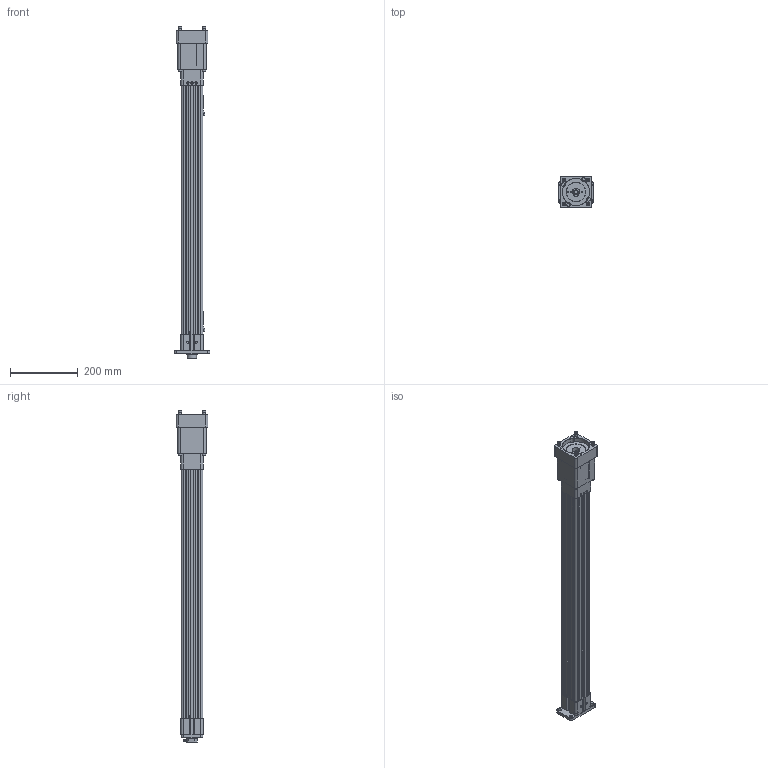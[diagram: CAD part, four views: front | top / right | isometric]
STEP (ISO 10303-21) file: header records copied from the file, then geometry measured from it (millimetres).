
FILE_DESCRIPTION (( 'STEP AP203' ), '1' );
FILE_NAME ('RS-485304-1.step', '2025-04-02T18:57:40', ( '' ), ( '' ), 'SwSTEP 2.0', 'SolidWorks 2024', '' );
FILE_SCHEMA (( 'CONFIG_CONTROL_DESIGN' ));
Length unit declared in the file: inch
Products named in the file (5): Base_RS-485304-1; 11329022_RS-485304-1; tempJoin0_11329334_RS-485304-1; 11249810_RS-485304-1; RS-485304-1
Assembly tree (5 placements, depth 2):
  RS-485304-1
    11249810_RS-485304-1  x2
    11329022_RS-485304-1
    tempJoin0_11329334_RS-485304-1
    Base_RS-485304-1
Bounding box: 104.65 x 93.17 x 976.86 mm (x, y, z)
Volume: 3074312 mm3; surface area: 624641.7 mm2
Topology: 5 solids, 48 shells, 1566 faces, 3854 edges, 2512 vertices
Faces by surface type: plane 903, cylinder 354, bspline 126, cone 111, torus 72
Full cylindrical faces by diameter (mm): 1 x4, 2.25 x4, 2.362 x2, 2.5 x8, 4.2 x4, 4.762 x1, 4.763 x1, 4.768 x2, 4.826 x2, 4.978 x12, 5 x14, 5.001 x4, 5.61 x4, 5.999 x4, 6 x12, 6.35 x4, 6.38 x4, 6.477 x1, 6.528 x6, 6.756 x8, 7.14 x4, 7.938 x2, 8.433 x2, 8.5 x4, 8.738 x2, 9.398 x4, 9.5 x4, 9.525 x4, 9.921 x1, 10 x20
Entity records: 41215 total; most frequent: CARTESIAN_POINT 9866, DIRECTION 6390, ORIENTED_EDGE 5862, EDGE_CURVE 2931, AXIS2_PLACEMENT_3D 2351, VERTEX_POINT 2055, EDGE_LOOP 1882, VECTOR 1688
